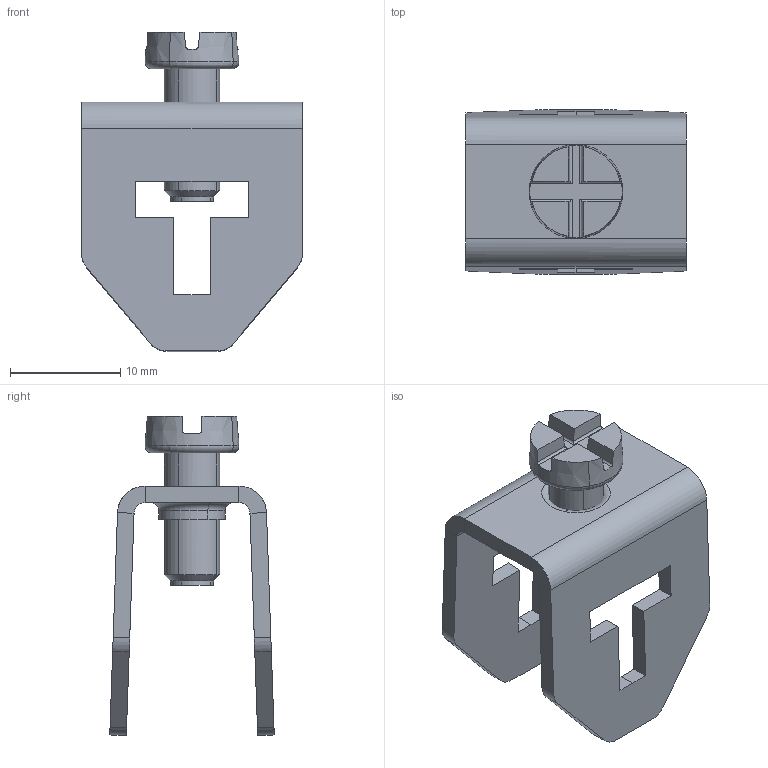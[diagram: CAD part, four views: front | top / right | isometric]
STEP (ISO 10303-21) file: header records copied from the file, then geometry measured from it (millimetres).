
FILE_DESCRIPTION(('CATIA V5 STEP Exchange','CAx-IF Rec.Pracs.--- Model Styling and Organization---1.5--- 2016-08-15','CAx-IF Rec.Pracs.---Supplemental Geometry---1.0---2011-11-01','CAx-IF Rec.Pracs.--- Composite Materials ---1.1---2010-07-15'),'2;1');
FILE_NAME ('002701-2_1', '2025-09-19T07:18:43+00:00', ('none'), ('Weidmueller'), 'CATIA Version 5-6 Release 2024 SP4', 'CATIA V5 STEP AP214 v3', 'none');
FILE_SCHEMA(('AUTOMOTIVE_DESIGN { 1 0 10303 214 1 1 1 1 }'));
Length unit declared in the file: millimetre
Products named in the file (1): 0664960000
Bounding box: 20 x 14.9 x 28.9 mm (x, y, z)
Volume: 1663 mm3; surface area: 2461.7 mm2
Topology: 2 solids, 2 shells, 105 faces, 273 edges, 174 vertices
Faces by surface type: plane 58, cylinder 32, torus 8, cone 7
Entity records: 3201 total; most frequent: CARTESIAN_POINT 851, ORIENTED_EDGE 546, DIRECTION 361, EDGE_CURVE 273, VERTEX_POINT 174, VECTOR 163, LINE 163, AXIS2_PLACEMENT_3D 134
